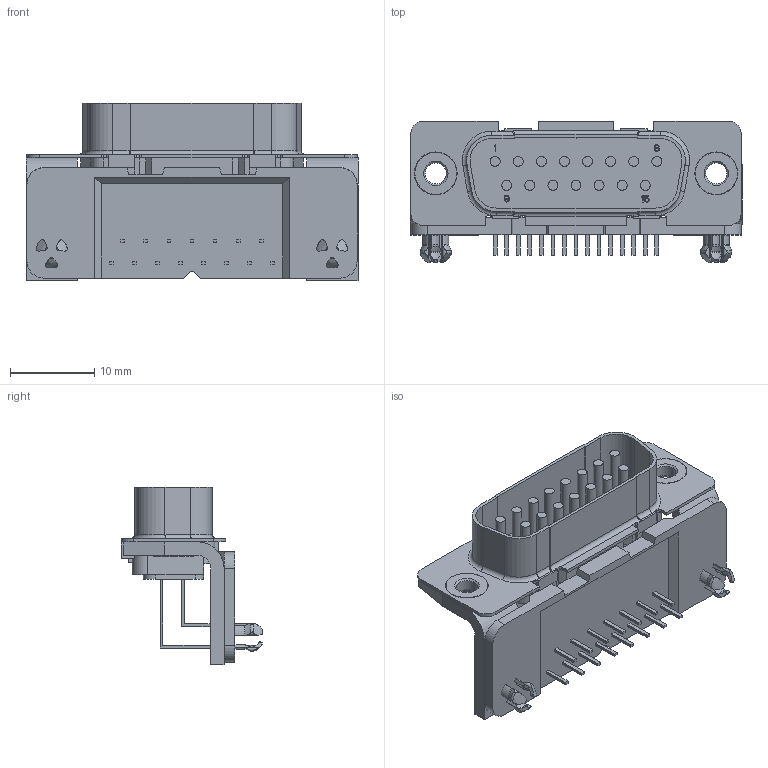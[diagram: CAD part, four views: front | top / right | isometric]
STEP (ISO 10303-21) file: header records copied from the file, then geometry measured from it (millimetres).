
FILE_DESCRIPTION((''),'2;1');
FILE_NAME('C-2-338169-2','2012-09-27T',('workeradm'),('Tyco Electronics Ltd.'),'PRO/ENGINEER BY PARAMETRIC TECHNOLOGY CORPORATION, 2010430','PRO/ENGINEER BY PARAMETRIC TECHNOLOGY CORPORATION, 2010430','');
FILE_SCHEMA(('AUTOMOTIVE_DESIGN { 1 0 10303 214 1 1 1 1 }'));
Length unit declared in the file: millimetre
Products named in the file (1): C-2-338169-2
Bounding box: 39.42 x 16.8 x 21.1 mm (x, y, z)
Volume: 2543.8 mm3; surface area: 4659.2 mm2
Topology: 1 solids, 3 shells, 825 faces, 2274 edges, 1496 vertices
Faces by surface type: plane 593, cylinder 162, cone 30, torus 28, bspline 12
Entity records: 27125 total; most frequent: CARTESIAN_POINT 5768, ORIENTED_EDGE 4548, DIRECTION 4081, EDGE_CURVE 2274, VECTOR 1781, LINE 1781, VERTEX_POINT 1496, AXIS2_PLACEMENT_3D 1150
